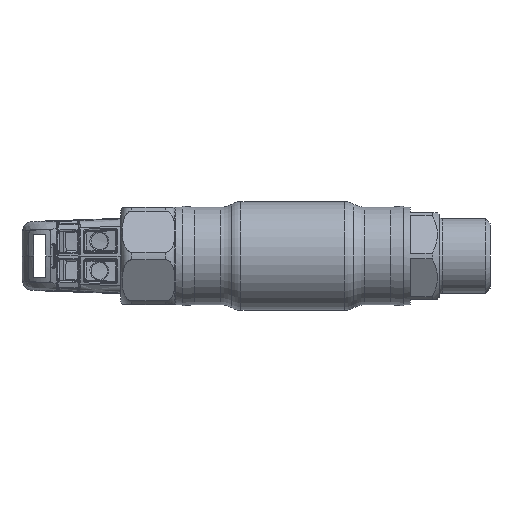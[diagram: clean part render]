
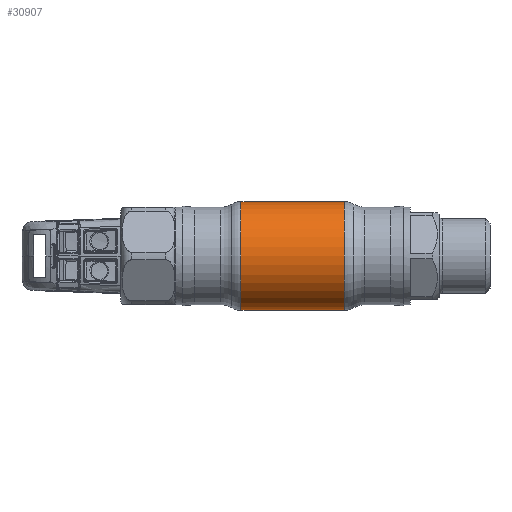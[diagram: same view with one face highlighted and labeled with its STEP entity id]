
A CAD part, front view. The second image highlights one B-rep face of the part: STEP entity #30907.
In plain terms, the highlighted cylindrical face has radius 15 mm (diameter 30 mm), a partial arc.
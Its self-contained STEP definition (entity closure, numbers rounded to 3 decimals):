
#314 = EDGE_CURVE ( 'NONE', #10226, #54428, #23486, .T. ) ;
#552 = CIRCLE ( 'NONE', #32995, 15. ) ;
#1362 = CARTESIAN_POINT ( 'NONE',  ( -62.69, 0., -15. ) ) ;
#4356 = VERTEX_POINT ( 'NONE', #47386 ) ;
#5815 = DIRECTION ( 'NONE',  ( -1., 0., 0. ) ) ;
#8952 = ORIENTED_EDGE ( 'NONE', *, *, #36319, .F. ) ;
#10226 = VERTEX_POINT ( 'NONE', #43302 ) ;
#15526 = CARTESIAN_POINT ( 'NONE',  ( -62.69, 0., 0. ) ) ;
#19025 = EDGE_CURVE ( 'NONE', #10226, #4356, #21911, .T. ) ;
#21911 = CIRCLE ( 'NONE', #25717, 15. ) ;
#22851 = CARTESIAN_POINT ( 'NONE',  ( 14.285, 0., 0. ) ) ;
#23486 = LINE ( 'NONE', #1362, #55666 ) ;
#24811 = CARTESIAN_POINT ( 'NONE',  ( -14.285, 0., 0. ) ) ;
#25717 = AXIS2_PLACEMENT_3D ( 'NONE', #22851, #57324, #37335 ) ;
#27184 = CYLINDRICAL_SURFACE ( 'NONE', #32294, 15. ) ;
#28478 = EDGE_CURVE ( 'NONE', #4356, #52632, #34633, .T. ) ;
#29045 = ORIENTED_EDGE ( 'NONE', *, *, #28478, .T. ) ;
#29830 = DIRECTION ( 'NONE',  ( 0., 0., 1. ) ) ;
#30907 = ADVANCED_FACE ( 'NONE', ( #49930 ), #27184, .T. ) ;
#32294 = AXIS2_PLACEMENT_3D ( 'NONE', #15526, #50839, #55723 ) ;
#32995 = AXIS2_PLACEMENT_3D ( 'NONE', #24811, #60135, #29830 ) ;
#34633 = LINE ( 'NONE', #45722, #51106 ) ;
#36319 = EDGE_CURVE ( 'NONE', #54428, #52632, #552, .T. ) ;
#37335 = DIRECTION ( 'NONE',  ( 0., 0., 1. ) ) ;
#41056 = DIRECTION ( 'NONE',  ( -1., 0., 0. ) ) ;
#42347 = EDGE_LOOP ( 'NONE', ( #53881, #54884, #29045, #8952 ) ) ;
#43302 = CARTESIAN_POINT ( 'NONE',  ( 14.285, 0., -15. ) ) ;
#45722 = CARTESIAN_POINT ( 'NONE',  ( -62.69, 0., 15. ) ) ;
#47386 = CARTESIAN_POINT ( 'NONE',  ( 14.285, 0., 15. ) ) ;
#49930 = FACE_OUTER_BOUND ( 'NONE', #42347, .T. ) ;
#50839 = DIRECTION ( 'NONE',  ( -1., 0., 0. ) ) ;
#51106 = VECTOR ( 'NONE', #5815, 1000. ) ;
#52632 = VERTEX_POINT ( 'NONE', #55497 ) ;
#53881 = ORIENTED_EDGE ( 'NONE', *, *, #314, .F. ) ;
#54428 = VERTEX_POINT ( 'NONE', #54787 ) ;
#54787 = CARTESIAN_POINT ( 'NONE',  ( -14.285, 0., -15. ) ) ;
#54884 = ORIENTED_EDGE ( 'NONE', *, *, #19025, .T. ) ;
#55497 = CARTESIAN_POINT ( 'NONE',  ( -14.285, 0., 15. ) ) ;
#55666 = VECTOR ( 'NONE', #41056, 1000. ) ;
#55723 = DIRECTION ( 'NONE',  ( 0., 0., 1. ) ) ;
#57324 = DIRECTION ( 'NONE',  ( -1., 0., 0. ) ) ;
#60135 = DIRECTION ( 'NONE',  ( -1., 0., 0. ) ) ;
